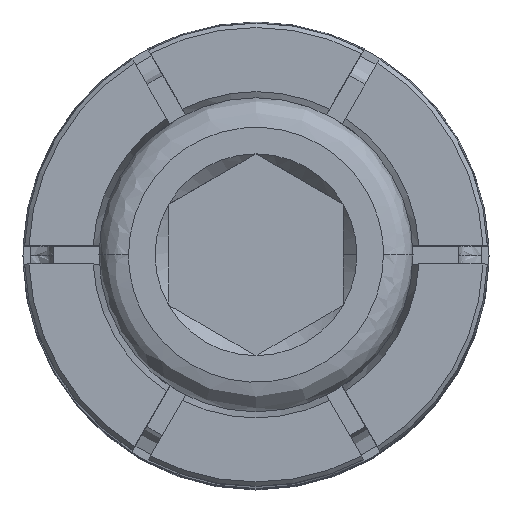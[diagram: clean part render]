
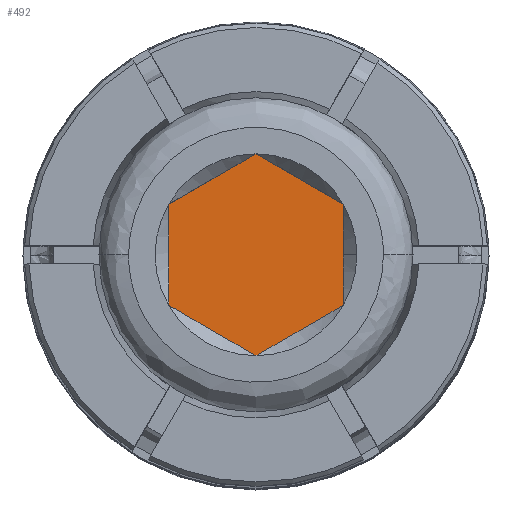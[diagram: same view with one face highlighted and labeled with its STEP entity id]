
A CAD part, top view. The second image highlights one B-rep face of the part: STEP entity #492.
In plain terms, the highlighted planar face has unit normal (0, 0, 1).
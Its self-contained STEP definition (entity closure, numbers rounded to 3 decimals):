
#8 = DIRECTION ( 'NONE',  ( 0., 1., 0. ) ) ;
#13 = EDGE_CURVE ( 'NONE', #2270, #901, #2574, .T. ) ;
#14 = LINE ( 'NONE', #1438, #2958 ) ;
#101 = CARTESIAN_POINT ( 'NONE',  ( -3., -1.732, 3.5 ) ) ;
#121 = EDGE_CURVE ( 'NONE', #901, #344, #2665, .T. ) ;
#189 = CARTESIAN_POINT ( 'NONE',  ( 3., 1.732, 3.5 ) ) ;
#197 = VERTEX_POINT ( 'NONE', #1962 ) ;
#216 = VECTOR ( 'NONE', #1579, 1000. ) ;
#344 = VERTEX_POINT ( 'NONE', #3845 ) ;
#434 = CARTESIAN_POINT ( 'NONE',  ( 0., 3.464, 3.5 ) ) ;
#435 = EDGE_LOOP ( 'NONE', ( #903, #4297, #1445, #1345, #4320, #4560 ) ) ;
#492 = ADVANCED_FACE ( 'NONE', ( #1796 ), #4336, .T. ) ;
#794 = LINE ( 'NONE', #1901, #3516 ) ;
#901 = VERTEX_POINT ( 'NONE', #3935 ) ;
#903 = ORIENTED_EDGE ( 'NONE', *, *, #1752, .T. ) ;
#957 = VECTOR ( 'NONE', #1080, 1000. ) ;
#1080 = DIRECTION ( 'NONE',  ( 0., -1., 0. ) ) ;
#1122 = LINE ( 'NONE', #4295, #957 ) ;
#1125 = DIRECTION ( 'NONE',  ( 0., 0., 1. ) ) ;
#1143 = CARTESIAN_POINT ( 'NONE',  ( -3., 5.196, 3.5 ) ) ;
#1345 = ORIENTED_EDGE ( 'NONE', *, *, #4072, .T. ) ;
#1367 = VERTEX_POINT ( 'NONE', #101 ) ;
#1414 = VECTOR ( 'NONE', #8, 1000. ) ;
#1438 = CARTESIAN_POINT ( 'NONE',  ( -3., -1.732, 3.5 ) ) ;
#1445 = ORIENTED_EDGE ( 'NONE', *, *, #121, .T. ) ;
#1579 = DIRECTION ( 'NONE',  ( -0.866, -0.5, 0. ) ) ;
#1752 = EDGE_CURVE ( 'NONE', #197, #2270, #794, .T. ) ;
#1784 = AXIS2_PLACEMENT_3D ( 'NONE', #1143, #1125, #2128 ) ;
#1796 = FACE_OUTER_BOUND ( 'NONE', #435, .T. ) ;
#1901 = CARTESIAN_POINT ( 'NONE',  ( 0., -3.464, 3.5 ) ) ;
#1962 = CARTESIAN_POINT ( 'NONE',  ( 0., -3.464, 3.5 ) ) ;
#2114 = VERTEX_POINT ( 'NONE', #3002 ) ;
#2128 = DIRECTION ( 'NONE',  ( 1., 0., 0. ) ) ;
#2205 = EDGE_CURVE ( 'NONE', #1367, #197, #14, .T. ) ;
#2270 = VERTEX_POINT ( 'NONE', #3905 ) ;
#2477 = EDGE_CURVE ( 'NONE', #2114, #1367, #1122, .T. ) ;
#2574 = LINE ( 'NONE', #3300, #1414 ) ;
#2665 = LINE ( 'NONE', #189, #3962 ) ;
#2958 = VECTOR ( 'NONE', #4302, 1000. ) ;
#3002 = CARTESIAN_POINT ( 'NONE',  ( -3., 1.732, 3.5 ) ) ;
#3300 = CARTESIAN_POINT ( 'NONE',  ( 3., -1.732, 3.5 ) ) ;
#3394 = DIRECTION ( 'NONE',  ( -0.866, 0.5, 0. ) ) ;
#3516 = VECTOR ( 'NONE', #4376, 1000. ) ;
#3638 = LINE ( 'NONE', #434, #216 ) ;
#3845 = CARTESIAN_POINT ( 'NONE',  ( 0., 3.464, 3.5 ) ) ;
#3905 = CARTESIAN_POINT ( 'NONE',  ( 3., -1.732, 3.5 ) ) ;
#3935 = CARTESIAN_POINT ( 'NONE',  ( 3., 1.732, 3.5 ) ) ;
#3962 = VECTOR ( 'NONE', #3394, 1000. ) ;
#4072 = EDGE_CURVE ( 'NONE', #344, #2114, #3638, .T. ) ;
#4295 = CARTESIAN_POINT ( 'NONE',  ( -3., 1.732, 3.5 ) ) ;
#4297 = ORIENTED_EDGE ( 'NONE', *, *, #13, .T. ) ;
#4302 = DIRECTION ( 'NONE',  ( 0.866, -0.5, 0. ) ) ;
#4320 = ORIENTED_EDGE ( 'NONE', *, *, #2477, .T. ) ;
#4336 = PLANE ( 'NONE',  #1784 ) ;
#4376 = DIRECTION ( 'NONE',  ( 0.866, 0.5, 0. ) ) ;
#4560 = ORIENTED_EDGE ( 'NONE', *, *, #2205, .T. ) ;
